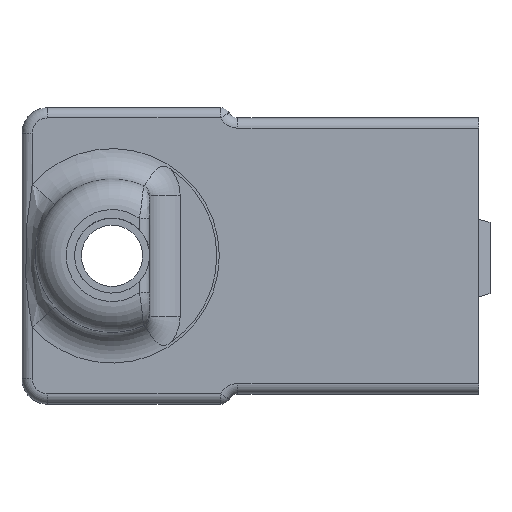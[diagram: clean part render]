
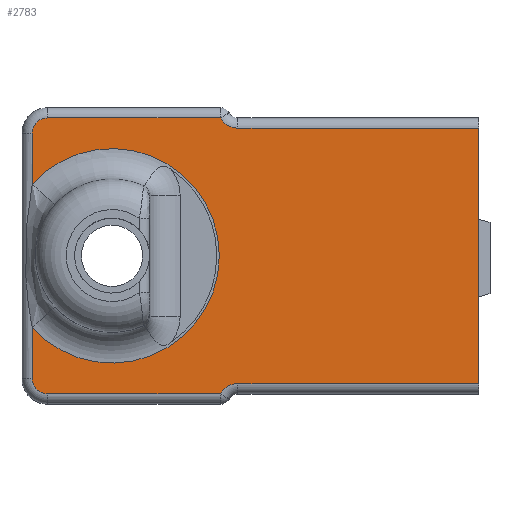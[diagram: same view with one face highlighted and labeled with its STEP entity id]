
A CAD part, top view. The second image highlights one B-rep face of the part: STEP entity #2783.
In plain terms, the highlighted planar face has unit normal (0, 0, 1).
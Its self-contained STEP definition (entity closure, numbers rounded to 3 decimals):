
#187=PLANE('',#3077);
#342=FACE_OUTER_BOUND('',#529,.T.);
#529=EDGE_LOOP('',(#2496,#2497,#2498,#2499,#2500,#2501,#2502,#2503,#2504,
#2505,#2506,#2507));
#773=LINE('',#4993,#1001);
#774=LINE('',#4997,#1002);
#775=LINE('',#5001,#1003);
#776=LINE('',#5003,#1004);
#777=LINE('',#5005,#1005);
#778=LINE('',#5009,#1006);
#779=LINE('',#5012,#1007);
#1001=VECTOR('',#3879,10.);
#1002=VECTOR('',#3882,10.);
#1003=VECTOR('',#3885,10.);
#1004=VECTOR('',#3886,10.);
#1005=VECTOR('',#3887,10.);
#1006=VECTOR('',#3890,10.);
#1007=VECTOR('',#3893,10.);
#1126=CIRCLE('',#3073,10.5);
#1129=CIRCLE('',#3078,1.5);
#1130=CIRCLE('',#3079,2.);
#1131=CIRCLE('',#3080,2.);
#1132=CIRCLE('',#3081,1.5);
#1374=VERTEX_POINT('',#4920);
#1375=VERTEX_POINT('',#4922);
#1377=VERTEX_POINT('',#4992);
#1378=VERTEX_POINT('',#4994);
#1379=VERTEX_POINT('',#4996);
#1380=VERTEX_POINT('',#4998);
#1381=VERTEX_POINT('',#5000);
#1382=VERTEX_POINT('',#5002);
#1383=VERTEX_POINT('',#5004);
#1384=VERTEX_POINT('',#5006);
#1385=VERTEX_POINT('',#5008);
#1386=VERTEX_POINT('',#5010);
#1754=EDGE_CURVE('',#1374,#1375,#1126,.T.);
#1759=EDGE_CURVE('',#1377,#1374,#773,.T.);
#1760=EDGE_CURVE('',#1378,#1377,#1129,.T.);
#1761=EDGE_CURVE('',#1379,#1378,#774,.T.);
#1762=EDGE_CURVE('',#1380,#1379,#1130,.T.);
#1763=EDGE_CURVE('',#1381,#1380,#775,.T.);
#1764=EDGE_CURVE('',#1382,#1381,#776,.T.);
#1765=EDGE_CURVE('',#1383,#1382,#777,.T.);
#1766=EDGE_CURVE('',#1384,#1383,#1131,.T.);
#1767=EDGE_CURVE('',#1385,#1384,#778,.T.);
#1768=EDGE_CURVE('',#1386,#1385,#1132,.T.);
#1769=EDGE_CURVE('',#1375,#1386,#779,.T.);
#2496=ORIENTED_EDGE('',*,*,#1754,.F.);
#2497=ORIENTED_EDGE('',*,*,#1759,.F.);
#2498=ORIENTED_EDGE('',*,*,#1760,.F.);
#2499=ORIENTED_EDGE('',*,*,#1761,.F.);
#2500=ORIENTED_EDGE('',*,*,#1762,.F.);
#2501=ORIENTED_EDGE('',*,*,#1763,.F.);
#2502=ORIENTED_EDGE('',*,*,#1764,.F.);
#2503=ORIENTED_EDGE('',*,*,#1765,.F.);
#2504=ORIENTED_EDGE('',*,*,#1766,.F.);
#2505=ORIENTED_EDGE('',*,*,#1767,.F.);
#2506=ORIENTED_EDGE('',*,*,#1768,.F.);
#2507=ORIENTED_EDGE('',*,*,#1769,.F.);
#2783=ADVANCED_FACE('',(#342),#187,.T.);
#3073=AXIS2_PLACEMENT_3D('',#4923,#3869,#3870);
#3077=AXIS2_PLACEMENT_3D('',#4991,#3877,#3878);
#3078=AXIS2_PLACEMENT_3D('',#4995,#3880,#3881);
#3079=AXIS2_PLACEMENT_3D('',#4999,#3883,#3884);
#3080=AXIS2_PLACEMENT_3D('',#5007,#3888,#3889);
#3081=AXIS2_PLACEMENT_3D('',#5011,#3891,#3892);
#3869=DIRECTION('center_axis',(0.,0.,1.));
#3870=DIRECTION('ref_axis',(1.,0.,0.));
#3877=DIRECTION('center_axis',(0.,0.,1.));
#3878=DIRECTION('ref_axis',(1.,0.,0.));
#3879=DIRECTION('',(0.,1.,0.));
#3880=DIRECTION('center_axis',(0.,0.,-1.));
#3881=DIRECTION('ref_axis',(-0.707,-0.707,0.));
#3882=DIRECTION('',(-1.,0.,0.));
#3883=DIRECTION('center_axis',(0.,0.,1.));
#3884=DIRECTION('ref_axis',(-0.5,0.866,0.));
#3885=DIRECTION('',(-1.,0.,0.));
#3886=DIRECTION('',(0.,-1.,0.));
#3887=DIRECTION('',(1.,0.,0.));
#3888=DIRECTION('center_axis',(0.,0.,1.));
#3889=DIRECTION('ref_axis',(-0.5,-0.866,0.));
#3890=DIRECTION('',(1.,0.,0.));
#3891=DIRECTION('center_axis',(0.,0.,-1.));
#3892=DIRECTION('ref_axis',(-0.707,0.707,0.));
#3893=DIRECTION('',(0.,1.,0.));
#4920=CARTESIAN_POINT('',(87.175,25.299,174.327));
#4922=CARTESIAN_POINT('',(87.175,39.312,174.327));
#4923=CARTESIAN_POINT('Origin',(94.996,32.305,174.327));
#4991=CARTESIAN_POINT('Origin',(96.292,32.92,174.327));
#4992=CARTESIAN_POINT('',(87.175,20.294,174.327));
#4993=CARTESIAN_POINT('',(87.175,38.615,174.327));
#4994=CARTESIAN_POINT('',(88.675,18.794,174.327));
#4995=CARTESIAN_POINT('Origin',(88.675,20.294,174.327));
#4996=CARTESIAN_POINT('',(105.589,18.794,174.327));
#4997=CARTESIAN_POINT('',(92.483,18.794,174.327));
#4998=CARTESIAN_POINT('',(107.321,19.794,174.327));
#4999=CARTESIAN_POINT('Origin',(107.321,17.794,174.327));
#5000=CARTESIAN_POINT('',(130.899,19.794,174.327));
#5001=CARTESIAN_POINT('',(101.44,19.794,174.327));
#5002=CARTESIAN_POINT('',(130.899,44.81,174.327));
#5003=CARTESIAN_POINT('',(130.899,45.81,174.327));
#5004=CARTESIAN_POINT('',(107.321,44.81,174.327));
#5005=CARTESIAN_POINT('',(101.44,44.81,174.327));
#5006=CARTESIAN_POINT('',(105.589,45.81,174.327));
#5007=CARTESIAN_POINT('Origin',(107.321,46.81,174.327));
#5008=CARTESIAN_POINT('',(88.675,45.81,174.327));
#5009=CARTESIAN_POINT('',(100.94,45.81,174.327));
#5010=CARTESIAN_POINT('',(87.175,44.31,174.327));
#5011=CARTESIAN_POINT('Origin',(88.675,44.31,174.327));
#5012=CARTESIAN_POINT('',(87.175,38.615,174.327));
